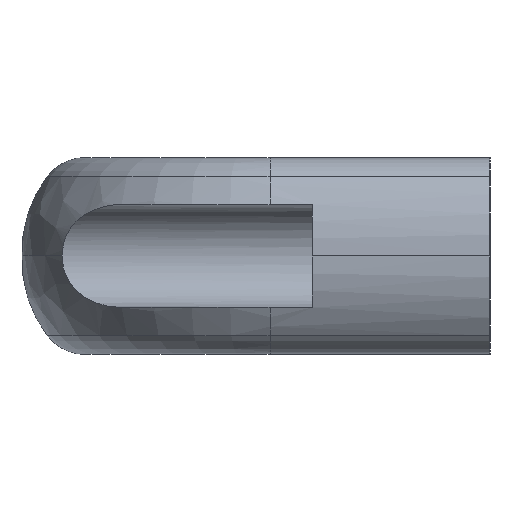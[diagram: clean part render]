
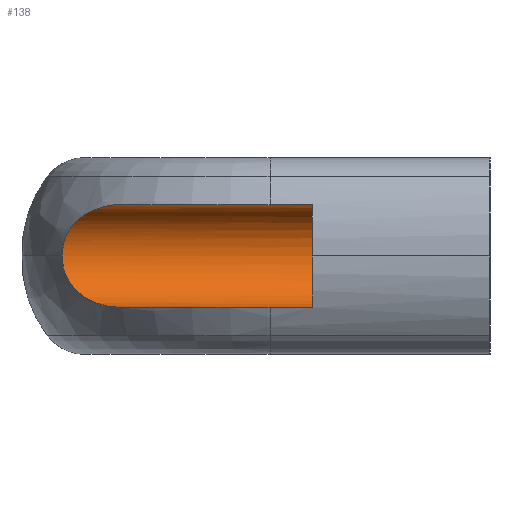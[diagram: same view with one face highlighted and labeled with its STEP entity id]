
A CAD part, left-side view. The second image highlights one B-rep face of the part: STEP entity #138.
In plain terms, the highlighted cylindrical face has radius 5.5 mm (diameter 11 mm), a partial arc.
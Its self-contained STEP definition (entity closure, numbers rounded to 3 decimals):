
#138 = ADVANCED_FACE( '', ( #303 ), #304, .F. );
#303 = FACE_OUTER_BOUND( '', #554, .T. );
#304 = CYLINDRICAL_SURFACE( '', #555, 5.5 );
#554 = EDGE_LOOP( '', ( #895, #896, #897, #898, #899 ) );
#555 = AXIS2_PLACEMENT_3D( '', #900, #901, #902 );
#895 = ORIENTED_EDGE( '', *, *, #1220, .F. );
#896 = ORIENTED_EDGE( '', *, *, #1175, .F. );
#897 = ORIENTED_EDGE( '', *, *, #1166, .T. );
#898 = ORIENTED_EDGE( '', *, *, #1212, .F. );
#899 = ORIENTED_EDGE( '', *, *, #1171, .F. );
#900 = CARTESIAN_POINT( '', ( 0., 69., 0. ) );
#901 = DIRECTION( '', ( 0., 1., 0. ) );
#902 = DIRECTION( '', ( 0., 0., -1. ) );
#1166 = EDGE_CURVE( '', #1378, #1376, #1379, .T. );
#1171 = EDGE_CURVE( '', #1385, #1387, #1388, .T. );
#1175 = EDGE_CURVE( '', #1378, #1393, #1394, .T. );
#1212 = EDGE_CURVE( '', #1387, #1376, #1446, .T. );
#1220 = EDGE_CURVE( '', #1393, #1385, #1456, .T. );
#1376 = VERTEX_POINT( '', #1678 );
#1378 = VERTEX_POINT( '', #1681 );
#1379 = LINE( '', #1682, #1683 );
#1385 = VERTEX_POINT( '', #1690 );
#1387 = VERTEX_POINT( '', #1692 );
#1388 = LINE( '', #1693, #1694 );
#1393 = VERTEX_POINT( '', #1701 );
#1394 = B_SPLINE_CURVE_WITH_KNOTS( '', 3, ( #1702, #1703, #1704, #1705, #1706, #1707, #1708, #1709, #1710, #1711, #1712, #1713, #1714, #1715, #1716, #1717, #1718, #1719, #1720, #1721, #1722, #1723 ), .UNSPECIFIED., .F., .F., ( 4, 2, 2, 2, 2, 2, 2, 2, 2, 2, 4 ), ( 0., 0.003, 0.004, 0.005, 0.006, 0.007, 0.008, 0.009, 0.01, 0.01, 0.011 ), .UNSPECIFIED. );
#1446 = CIRCLE( '', #1779, 5.5 );
#1456 = B_SPLINE_CURVE_WITH_KNOTS( '', 3, ( #1790, #1791, #1792, #1793, #1794, #1795, #1796, #1797, #1798, #1799, #1800, #1801, #1802, #1803, #1804, #1805, #1806, #1807 ), .UNSPECIFIED., .F., .F., ( 4, 2, 2, 2, 2, 2, 2, 2, 4 ), ( 0., 0.001, 0.003, 0.004, 0.005, 0.006, 0.007, 0.008, 0.011 ), .UNSPECIFIED. );
#1678 = CARTESIAN_POINT( '', ( 0., 19., -5.5 ) );
#1681 = CARTESIAN_POINT( '', ( 0., 39.343, -5.5 ) );
#1682 = CARTESIAN_POINT( '', ( 0., 69., -5.5 ) );
#1683 = VECTOR( '', #1992, 1000. );
#1690 = CARTESIAN_POINT( '', ( 0., 39.343, 5.5 ) );
#1692 = CARTESIAN_POINT( '', ( 0., 19., 5.5 ) );
#1693 = CARTESIAN_POINT( '', ( 0., 69., 5.5 ) );
#1694 = VECTOR( '', #2000, 1000. );
#1701 = CARTESIAN_POINT( '', ( 5.5, 45.681, 0. ) );
#1702 = CARTESIAN_POINT( '', ( 0., 39.343, -5.5 ) );
#1703 = CARTESIAN_POINT( '', ( 0.576, 40.07, -5.5 ) );
#1704 = CARTESIAN_POINT( '', ( 1.153, 40.777, -5.412 ) );
#1705 = CARTESIAN_POINT( '', ( 2.014, 41.808, -5.127 ) );
#1706 = CARTESIAN_POINT( '', ( 2.3, 42.147, -5.007 ) );
#1707 = CARTESIAN_POINT( '', ( 2.869, 42.813, -4.704 ) );
#1708 = CARTESIAN_POINT( '', ( 3.15, 43.138, -4.522 ) );
#1709 = CARTESIAN_POINT( '', ( 3.554, 43.601, -4.201 ) );
#1710 = CARTESIAN_POINT( '', ( 3.686, 43.751, -4.086 ) );
#1711 = CARTESIAN_POINT( '', ( 3.945, 44.043, -3.836 ) );
#1712 = CARTESIAN_POINT( '', ( 4.072, 44.186, -3.702 ) );
#1713 = CARTESIAN_POINT( '', ( 4.439, 44.594, -3.27 ) );
#1714 = CARTESIAN_POINT( '', ( 4.662, 44.838, -2.948 ) );
#1715 = CARTESIAN_POINT( '', ( 4.954, 45.153, -2.398 ) );
#1716 = CARTESIAN_POINT( '', ( 5.044, 45.248, -2.203 ) );
#1717 = CARTESIAN_POINT( '', ( 5.202, 45.413, -1.799 ) );
#1718 = CARTESIAN_POINT( '', ( 5.27, 45.483, -1.59 ) );
#1719 = CARTESIAN_POINT( '', ( 5.383, 45.594, -1.152 ) );
#1720 = CARTESIAN_POINT( '', ( 5.427, 45.635, -0.924 ) );
#1721 = CARTESIAN_POINT( '', ( 5.485, 45.683, -0.466 ) );
#1722 = CARTESIAN_POINT( '', ( 5.5, 45.691, -0.235 ) );
#1723 = CARTESIAN_POINT( '', ( 5.5, 45.681, 0. ) );
#1779 = AXIS2_PLACEMENT_3D( '', #2079, #2080, #2081 );
#1790 = CARTESIAN_POINT( '', ( 5.5, 45.681, 0. ) );
#1791 = CARTESIAN_POINT( '', ( 5.5, 45.7, 0.469 ) );
#1792 = CARTESIAN_POINT( '', ( 5.441, 45.651, 0.924 ) );
#1793 = CARTESIAN_POINT( '', ( 5.215, 45.428, 1.806 ) );
#1794 = CARTESIAN_POINT( '', ( 5.055, 45.261, 2.208 ) );
#1795 = CARTESIAN_POINT( '', ( 4.664, 44.841, 2.945 ) );
#1796 = CARTESIAN_POINT( '', ( 4.441, 44.596, 3.266 ) );
#1797 = CARTESIAN_POINT( '', ( 4.077, 44.191, 3.696 ) );
#1798 = CARTESIAN_POINT( '', ( 3.95, 44.049, 3.831 ) );
#1799 = CARTESIAN_POINT( '', ( 3.691, 43.756, 4.082 ) );
#1800 = CARTESIAN_POINT( '', ( 3.559, 43.606, 4.197 ) );
#1801 = CARTESIAN_POINT( '', ( 3.156, 43.145, 4.517 ) );
#1802 = CARTESIAN_POINT( '', ( 2.879, 42.825, 4.697 ) );
#1803 = CARTESIAN_POINT( '', ( 2.313, 42.162, 5. ) );
#1804 = CARTESIAN_POINT( '', ( 2.022, 41.819, 5.124 ) );
#1805 = CARTESIAN_POINT( '', ( 1.155, 40.78, 5.412 ) );
#1806 = CARTESIAN_POINT( '', ( 0.576, 40.07, 5.5 ) );
#1807 = CARTESIAN_POINT( '', ( 0., 39.343, 5.5 ) );
#1992 = DIRECTION( '', ( 0., -1., 0. ) );
#2000 = DIRECTION( '', ( 0., -1., 0. ) );
#2079 = CARTESIAN_POINT( '', ( 0., 19., 0. ) );
#2080 = DIRECTION( '', ( 0., 1., 0. ) );
#2081 = DIRECTION( '', ( 1., 0., 0. ) );
